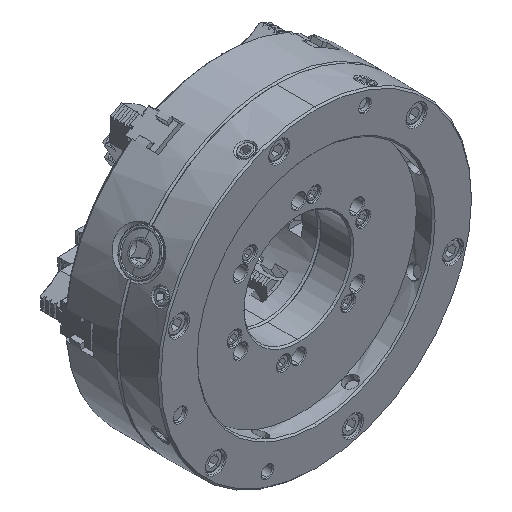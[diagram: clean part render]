
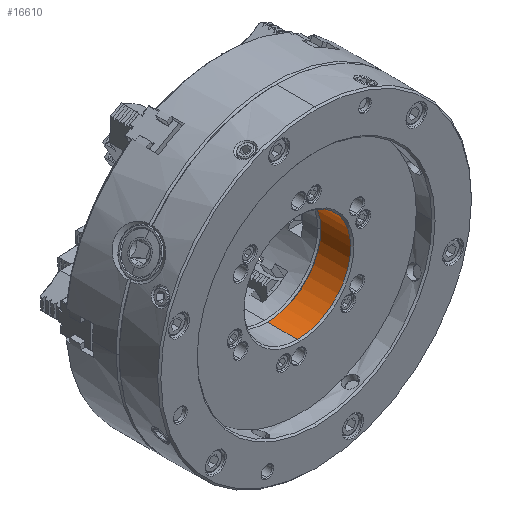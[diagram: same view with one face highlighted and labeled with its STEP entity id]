
A CAD part, isometric view. The second image highlights one B-rep face of the part: STEP entity #16610.
In plain terms, the highlighted cylindrical face has radius 68 mm (diameter 136 mm), a partial arc.
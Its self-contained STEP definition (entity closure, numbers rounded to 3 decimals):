
#2355 = DIRECTION ( 'NONE',  ( 0., 0., -1. ) ) ;
#3787 = CARTESIAN_POINT ( 'NONE',  ( 0., 67.435, 0. ) ) ;
#4218 = AXIS2_PLACEMENT_3D ( 'NONE', #12144, #15537, #31856 ) ;
#5148 = LINE ( 'NONE', #35321, #7920 ) ;
#5659 = CARTESIAN_POINT ( 'NONE',  ( 0., 29.435, 68. ) ) ;
#7709 = DIRECTION ( 'NONE',  ( 0., 0., -1. ) ) ;
#7920 = VECTOR ( 'NONE', #24183, 1000. ) ;
#8452 = AXIS2_PLACEMENT_3D ( 'NONE', #14794, #24048, #7709 ) ;
#10082 = CARTESIAN_POINT ( 'NONE',  ( 0., 67.435, -68. ) ) ;
#11240 = ORIENTED_EDGE ( 'NONE', *, *, #25020, .T. ) ;
#11894 = FACE_OUTER_BOUND ( 'NONE', #23203, .T. ) ;
#12144 = CARTESIAN_POINT ( 'NONE',  ( 0., 29.435, 0. ) ) ;
#13142 = DIRECTION ( 'NONE',  ( 0., -1., 0. ) ) ;
#14794 = CARTESIAN_POINT ( 'NONE',  ( 0., 67.435, 0. ) ) ;
#15537 = DIRECTION ( 'NONE',  ( 0., 1., 0. ) ) ;
#16610 = ADVANCED_FACE ( 'NONE', ( #11894 ), #22833, .F. ) ;
#17534 = AXIS2_PLACEMENT_3D ( 'NONE', #3787, #13142, #2355 ) ;
#18050 = VERTEX_POINT ( 'NONE', #35143 ) ;
#19073 = EDGE_CURVE ( 'NONE', #23624, #28601, #5148, .T. ) ;
#19777 = EDGE_CURVE ( 'NONE', #23624, #29840, #26816, .T. ) ;
#21029 = DIRECTION ( 'NONE',  ( 0., -1., 0. ) ) ;
#22833 = CYLINDRICAL_SURFACE ( 'NONE', #17534, 68. ) ;
#23203 = EDGE_LOOP ( 'NONE', ( #29671, #33481, #11240, #24352 ) ) ;
#23624 = VERTEX_POINT ( 'NONE', #32531 ) ;
#24048 = DIRECTION ( 'NONE',  ( 0., 1., 0. ) ) ;
#24060 = LINE ( 'NONE', #10082, #30990 ) ;
#24183 = DIRECTION ( 'NONE',  ( 0., -1., 0. ) ) ;
#24352 = ORIENTED_EDGE ( 'NONE', *, *, #28818, .F. ) ;
#25020 = EDGE_CURVE ( 'NONE', #29840, #18050, #24060, .T. ) ;
#26816 = CIRCLE ( 'NONE', #8452, 68. ) ;
#27246 = CARTESIAN_POINT ( 'NONE',  ( 0., 67.435, -68. ) ) ;
#28601 = VERTEX_POINT ( 'NONE', #5659 ) ;
#28818 = EDGE_CURVE ( 'NONE', #28601, #18050, #30571, .T. ) ;
#29671 = ORIENTED_EDGE ( 'NONE', *, *, #19073, .F. ) ;
#29840 = VERTEX_POINT ( 'NONE', #27246 ) ;
#30571 = CIRCLE ( 'NONE', #4218, 68. ) ;
#30990 = VECTOR ( 'NONE', #21029, 1000. ) ;
#31856 = DIRECTION ( 'NONE',  ( 0., 0., -1. ) ) ;
#32531 = CARTESIAN_POINT ( 'NONE',  ( 0., 67.435, 68. ) ) ;
#33481 = ORIENTED_EDGE ( 'NONE', *, *, #19777, .T. ) ;
#35143 = CARTESIAN_POINT ( 'NONE',  ( 0., 29.435, -68. ) ) ;
#35321 = CARTESIAN_POINT ( 'NONE',  ( 0., 67.435, 68. ) ) ;
